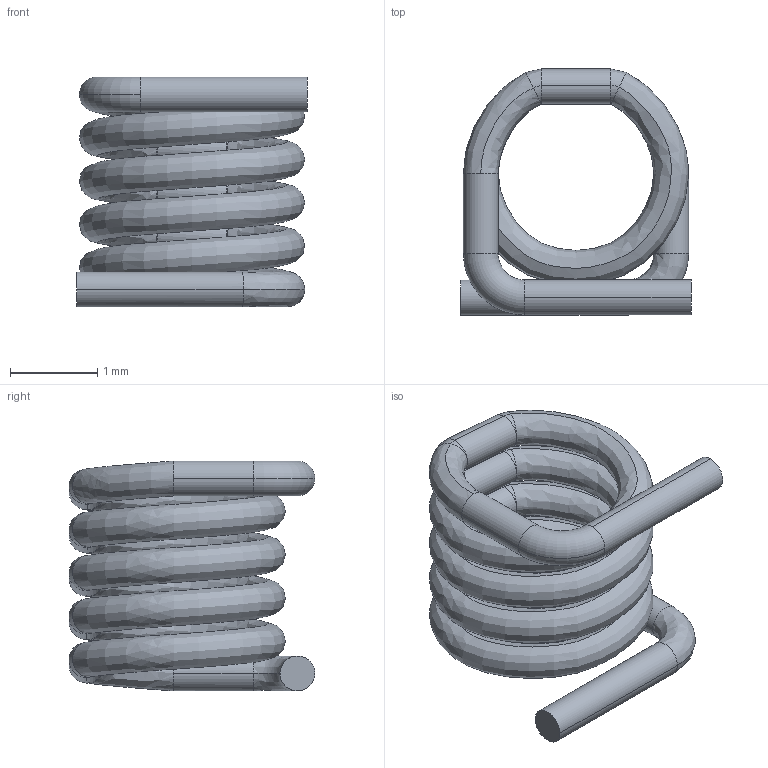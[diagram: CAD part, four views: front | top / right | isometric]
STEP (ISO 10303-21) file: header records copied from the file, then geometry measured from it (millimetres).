
FILE_DESCRIPTION (( 'STEP AP214' ), '1' );
FILE_NAME ('Coilcraft-1111SQ-27N.STEP', '2014-06-09T23:01:15', ( 'Windows User' ), ( '' ), 'SwSTEP 2.0', 'SolidWorks 2014', '' );
FILE_SCHEMA (( 'AUTOMOTIVE_DESIGN' ));
Length unit declared in the file: millimetre
Products named in the file (1): Coilcraft-1111SQ-27N
Bounding box: 2.64 x 2.82 x 2.64 mm (x, y, z)
Volume: 4.8 mm3; surface area: 47.9 mm2
Topology: 1 solids, 1 shells, 56 faces, 116 edges, 62 vertices
Faces by surface type: bspline 48, cylinder 4, torus 2, plane 2
Entity records: 4582 total; most frequent: CARTESIAN_POINT 2937, ORIENTED_EDGE 232, DIRECTION 192, EDGE_CURVE 116, AXIS2_PLACEMENT_3D 92, CIRCLE 83, VERTEX_POINT 62, UNCERTAINTY_MEASURE_WITH_UNIT 59
